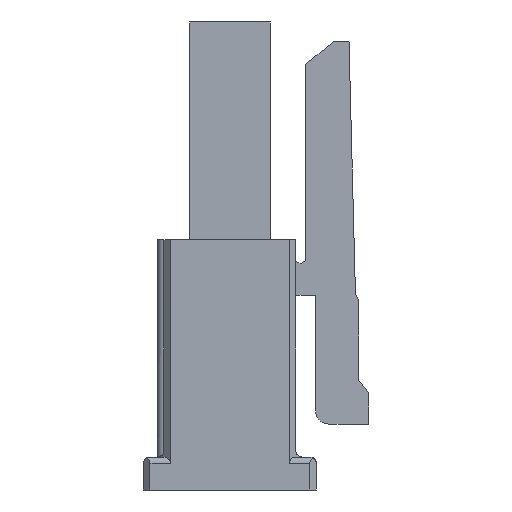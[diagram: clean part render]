
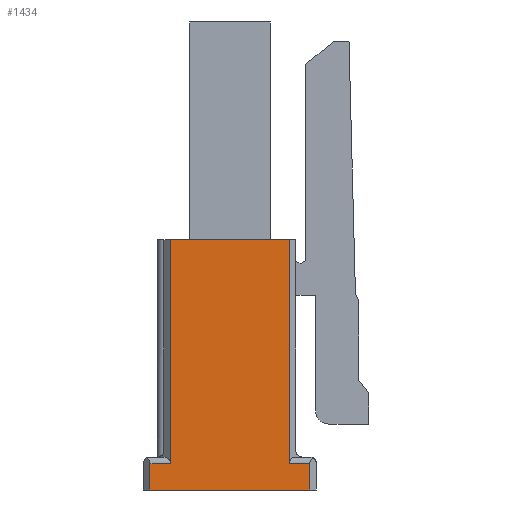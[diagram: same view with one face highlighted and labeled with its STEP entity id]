
A CAD part, left-side view. The second image highlights one B-rep face of the part: STEP entity #1434.
In plain terms, the highlighted planar face has unit normal (-1, 0, 0).
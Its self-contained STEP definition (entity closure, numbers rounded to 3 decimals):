
#53 = AXIS2_PLACEMENT_3D ( 'NONE', #95, #1081, #521 ) ;
#95 = CARTESIAN_POINT ( 'NONE',  ( -9.4, -2.625, 14.2 ) ) ;
#219 = DIRECTION ( 'NONE',  ( 0., 1., 0. ) ) ;
#297 = VECTOR ( 'NONE', #219, 1000. ) ;
#309 = DIRECTION ( 'NONE',  ( 0., 0., 1. ) ) ;
#333 = CARTESIAN_POINT ( 'NONE',  ( -9.4, -1.8, 0.8 ) ) ;
#338 = EDGE_LOOP ( 'NONE', ( #634, #4873, #2919, #2218, #4019, #1472, #2389, #1356 ) ) ;
#521 = DIRECTION ( 'NONE',  ( 0., 0., -1. ) ) ;
#616 = VECTOR ( 'NONE', #4947, 1000. ) ;
#617 = LINE ( 'NONE', #4804, #297 ) ;
#634 = ORIENTED_EDGE ( 'NONE', *, *, #5584, .T. ) ;
#732 = EDGE_CURVE ( 'NONE', #2164, #5453, #2207, .T. ) ;
#796 = LINE ( 'NONE', #3928, #2072 ) ;
#814 = VERTEX_POINT ( 'NONE', #5604 ) ;
#961 = CARTESIAN_POINT ( 'NONE',  ( -9.4, -2.625, 0.8 ) ) ;
#984 = LINE ( 'NONE', #961, #4479 ) ;
#999 = DIRECTION ( 'NONE',  ( 0., 0., -1. ) ) ;
#1060 = EDGE_CURVE ( 'NONE', #4435, #3854, #4665, .T. ) ;
#1081 = DIRECTION ( 'NONE',  ( 1., 0., 0. ) ) ;
#1161 = EDGE_CURVE ( 'NONE', #5453, #3807, #796, .T. ) ;
#1336 = CARTESIAN_POINT ( 'NONE',  ( -9.4, 1.8, 7.6 ) ) ;
#1356 = ORIENTED_EDGE ( 'NONE', *, *, #3443, .T. ) ;
#1357 = VERTEX_POINT ( 'NONE', #2325 ) ;
#1434 = ADVANCED_FACE ( 'NONE', ( #3247 ), #2383, .F. ) ;
#1472 = ORIENTED_EDGE ( 'NONE', *, *, #4758, .T. ) ;
#1489 = CARTESIAN_POINT ( 'NONE',  ( -9.4, -1.8, 14.2 ) ) ;
#2072 = VECTOR ( 'NONE', #309, 1000. ) ;
#2164 = VERTEX_POINT ( 'NONE', #2642 ) ;
#2181 = VECTOR ( 'NONE', #5561, 1000. ) ;
#2207 = LINE ( 'NONE', #2296, #5911 ) ;
#2218 = ORIENTED_EDGE ( 'NONE', *, *, #732, .T. ) ;
#2242 = DIRECTION ( 'NONE',  ( 0., 1., 0. ) ) ;
#2244 = CARTESIAN_POINT ( 'NONE',  ( -9.4, -2.425, 0. ) ) ;
#2296 = CARTESIAN_POINT ( 'NONE',  ( -9.4, -2.625, 0. ) ) ;
#2325 = CARTESIAN_POINT ( 'NONE',  ( -9.4, 2.425, 0.8 ) ) ;
#2383 = PLANE ( 'NONE',  #53 ) ;
#2389 = ORIENTED_EDGE ( 'NONE', *, *, #1060, .T. ) ;
#2642 = CARTESIAN_POINT ( 'NONE',  ( -9.4, 2.425, 0. ) ) ;
#2662 = LINE ( 'NONE', #4929, #5583 ) ;
#2731 = CARTESIAN_POINT ( 'NONE',  ( -9.4, -1.8, 7.6 ) ) ;
#2919 = ORIENTED_EDGE ( 'NONE', *, *, #3073, .T. ) ;
#2998 = VERTEX_POINT ( 'NONE', #1336 ) ;
#3063 = CARTESIAN_POINT ( 'NONE',  ( -9.4, 2.425, 14.2 ) ) ;
#3073 = EDGE_CURVE ( 'NONE', #1357, #2164, #5335, .T. ) ;
#3247 = FACE_OUTER_BOUND ( 'NONE', #338, .T. ) ;
#3443 = EDGE_CURVE ( 'NONE', #3854, #2998, #2662, .T. ) ;
#3807 = VERTEX_POINT ( 'NONE', #4519 ) ;
#3854 = VERTEX_POINT ( 'NONE', #2731 ) ;
#3928 = CARTESIAN_POINT ( 'NONE',  ( -9.4, -2.425, 14.2 ) ) ;
#4019 = ORIENTED_EDGE ( 'NONE', *, *, #1161, .T. ) ;
#4044 = EDGE_CURVE ( 'NONE', #814, #1357, #617, .T. ) ;
#4113 = CARTESIAN_POINT ( 'NONE',  ( -9.4, 1.8, 14.2 ) ) ;
#4435 = VERTEX_POINT ( 'NONE', #333 ) ;
#4479 = VECTOR ( 'NONE', #4613, 1000. ) ;
#4519 = CARTESIAN_POINT ( 'NONE',  ( -9.4, -2.425, 0.8 ) ) ;
#4613 = DIRECTION ( 'NONE',  ( 0., 1., 0. ) ) ;
#4665 = LINE ( 'NONE', #1489, #2181 ) ;
#4758 = EDGE_CURVE ( 'NONE', #3807, #4435, #984, .T. ) ;
#4804 = CARTESIAN_POINT ( 'NONE',  ( -9.4, -2.625, 0.8 ) ) ;
#4873 = ORIENTED_EDGE ( 'NONE', *, *, #4044, .T. ) ;
#4929 = CARTESIAN_POINT ( 'NONE',  ( -9.4, -2.625, 7.6 ) ) ;
#4947 = DIRECTION ( 'NONE',  ( 0., 0., -1. ) ) ;
#4982 = DIRECTION ( 'NONE',  ( 0., -1., 0. ) ) ;
#5136 = LINE ( 'NONE', #4113, #5491 ) ;
#5335 = LINE ( 'NONE', #3063, #616 ) ;
#5453 = VERTEX_POINT ( 'NONE', #2244 ) ;
#5491 = VECTOR ( 'NONE', #999, 1000. ) ;
#5561 = DIRECTION ( 'NONE',  ( 0., 0., 1. ) ) ;
#5583 = VECTOR ( 'NONE', #2242, 1000. ) ;
#5584 = EDGE_CURVE ( 'NONE', #2998, #814, #5136, .T. ) ;
#5604 = CARTESIAN_POINT ( 'NONE',  ( -9.4, 1.8, 0.8 ) ) ;
#5911 = VECTOR ( 'NONE', #4982, 1000. ) ;
